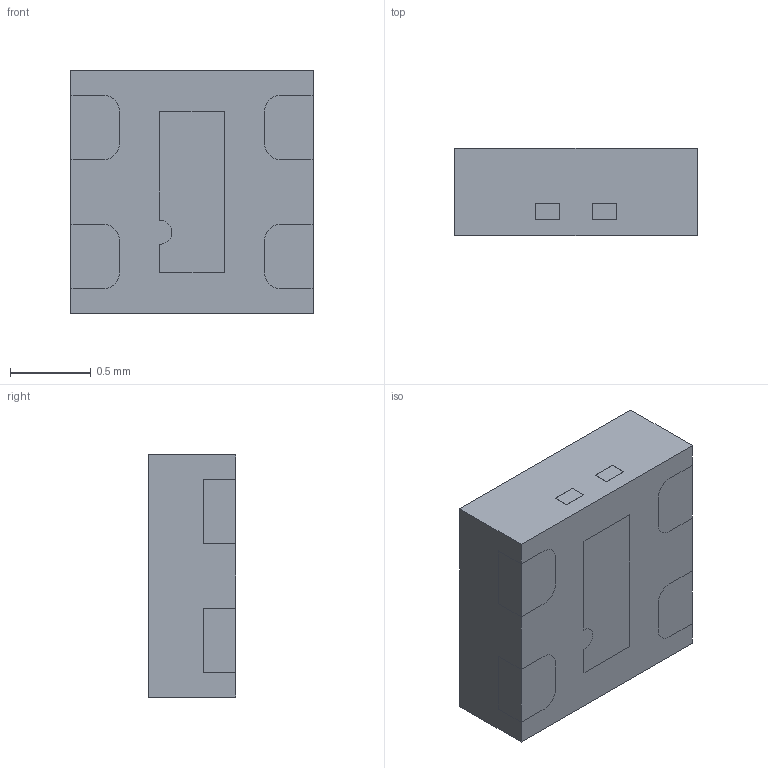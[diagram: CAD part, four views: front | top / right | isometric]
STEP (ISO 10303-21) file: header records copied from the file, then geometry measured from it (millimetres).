
FILE_DESCRIPTION (( 'STEP AP214' ), '1' );
FILE_NAME ('149048-00_Publikationsmodell SHT4xA-StandardDFN.STEP', '2021-11-16T11:58:30', ( '' ), ( '' ), 'SwSTEP 2.0', 'SolidWorks 2019', '' );
FILE_SCHEMA (( 'AUTOMOTIVE_DESIGN' ));
Length unit declared in the file: millimetre
Products named in the file (1): 149048-00_Publikationsmodell SHT4xA-StandardDFN
Bounding box: 1.5 x 0.54 x 1.5 mm (x, y, z)
Volume: 1.2 mm3; surface area: 12.2 mm2
Topology: 6 solids, 6 shells, 184 faces, 470 edges, 312 vertices
Faces by surface type: plane 140, cylinder 22, bspline 18, torus 4
Entity records: 7959 total; most frequent: CARTESIAN_POINT 1961, ORIENTED_EDGE 940, DIRECTION 820, EDGE_CURVE 470, VECTOR 382, LINE 382, VERTEX_POINT 312, AXIS2_PLACEMENT_3D 219
